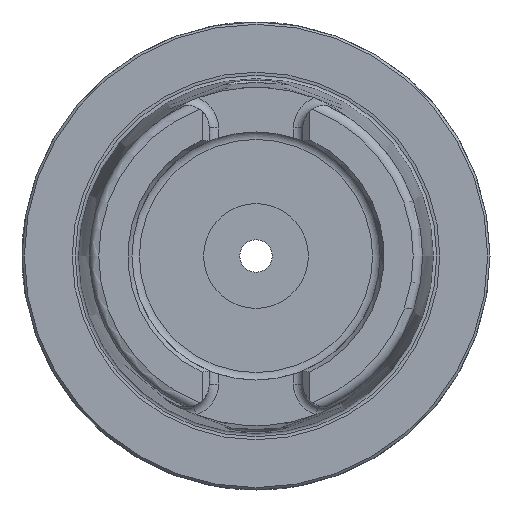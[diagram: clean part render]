
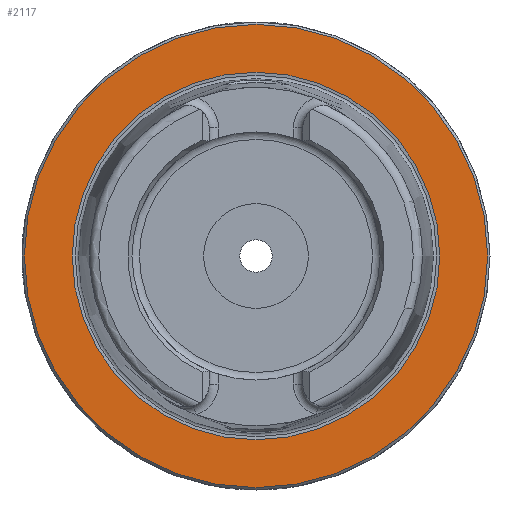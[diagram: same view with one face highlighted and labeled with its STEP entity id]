
A CAD part, left-side view. The second image highlights one B-rep face of the part: STEP entity #2117.
In plain terms, the highlighted planar face has unit normal (-1, 0, 0).
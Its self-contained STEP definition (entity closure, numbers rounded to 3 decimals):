
#103=FACE_BOUND('',#429,.T.);
#139=PLANE('',#2394);
#296=FACE_OUTER_BOUND('',#428,.T.);
#428=EDGE_LOOP('',(#1919));
#429=EDGE_LOOP('',(#1920));
#784=CIRCLE('',#2393,39.275);
#785=CIRCLE('',#2395,49.5);
#998=VERTEX_POINT('',#4555);
#999=VERTEX_POINT('',#4559);
#1310=EDGE_CURVE('',#998,#998,#784,.T.);
#1311=EDGE_CURVE('',#999,#999,#785,.T.);
#1919=ORIENTED_EDGE('',*,*,#1311,.F.);
#1920=ORIENTED_EDGE('',*,*,#1310,.T.);
#2117=ADVANCED_FACE('',(#296,#103),#139,.T.);
#2393=AXIS2_PLACEMENT_3D('',#4557,#3007,#3008);
#2394=AXIS2_PLACEMENT_3D('',#4558,#3009,#3010);
#2395=AXIS2_PLACEMENT_3D('',#4560,#3011,#3012);
#3007=DIRECTION('center_axis',(1.,0.,0.));
#3008=DIRECTION('ref_axis',(0.,0.,-1.));
#3009=DIRECTION('center_axis',(-1.,0.,0.));
#3010=DIRECTION('ref_axis',(0.,0.,1.));
#3011=DIRECTION('center_axis',(1.,0.,0.));
#3012=DIRECTION('ref_axis',(0.,0.,-1.));
#4555=CARTESIAN_POINT('',(0.,-39.275,0.));
#4557=CARTESIAN_POINT('Origin',(0.,0.,0.));
#4558=CARTESIAN_POINT('Origin',(0.,49.5,0.));
#4559=CARTESIAN_POINT('',(0.,-49.5,0.));
#4560=CARTESIAN_POINT('Origin',(0.,0.,0.));
